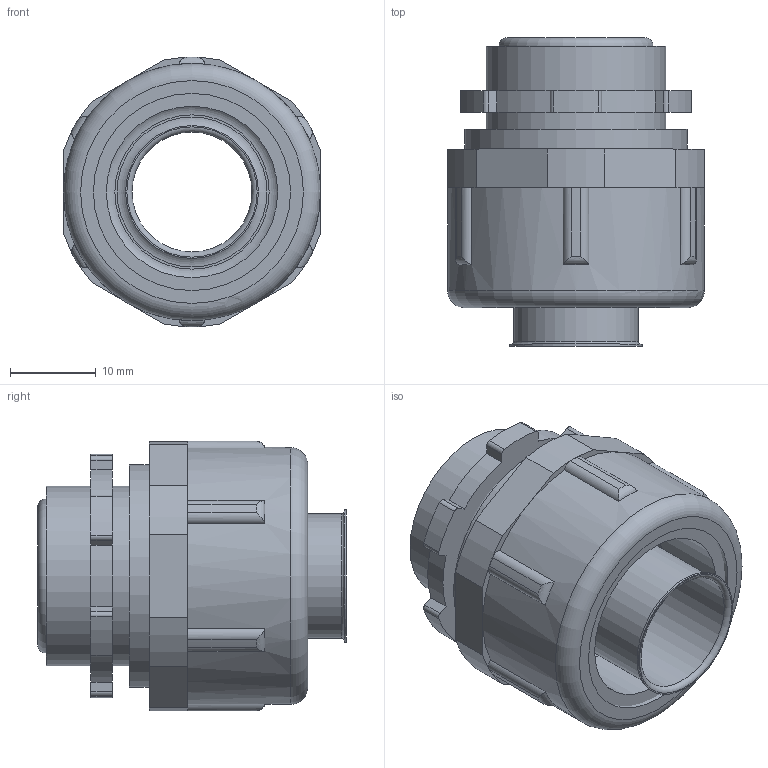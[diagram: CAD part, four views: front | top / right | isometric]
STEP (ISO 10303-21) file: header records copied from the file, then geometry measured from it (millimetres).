
FILE_DESCRIPTION(('STEP AP203'), '1');
FILE_NAME('Ìóôòà ââîäíàÿ äëÿ ìåòàëëîðóêàâà ÂÌ-15 ãàéêà ïîä ãàçîâûé êëþ÷', '', ('UNSPECIFIED'), ('UNSPECIFIED'), 'ASCON STEP Converter 1.6', 'ASCON Math Kernel', '');
FILE_SCHEMA(('CONFIG_CONTROL_DESIGN'));
Length unit declared in the file: millimetre
Bounding box: 30 x 36 x 31.5 mm (x, y, z)
Volume: 11409.8 mm3; surface area: 15552.1 mm2
Topology: 7 solids, 7 shells, 127 faces, 323 edges, 219 vertices
Faces by surface type: cylinder 68, plane 41, torus 16, cone 2
Full cylindrical faces by diameter (mm): 14 x2, 14.5 x1, 15.5 x1, 16 x1, 16.5 x1, 20 x2, 20.5 x1, 20.955 x1, 21 x1, 21.5 x1, 22.5 x1, 23 x1, 23.5 x1, 24 x1, 25.376 x1, 26 x1, 27 x1, 30 x1
Entity records: 5016 total; most frequent: CARTESIAN_POINT 782, DIRECTION 706, ORIENTED_EDGE 582, AXIS2_PLACEMENT_3D 299, EDGE_CURVE 291, VERTEX_POINT 219, EDGE_LOOP 182, CIRCLE 171
